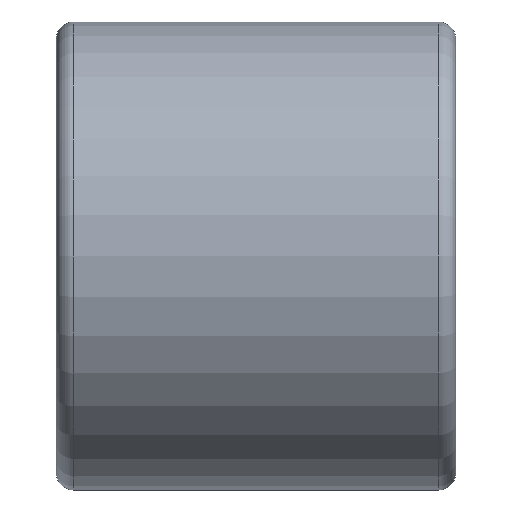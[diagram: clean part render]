
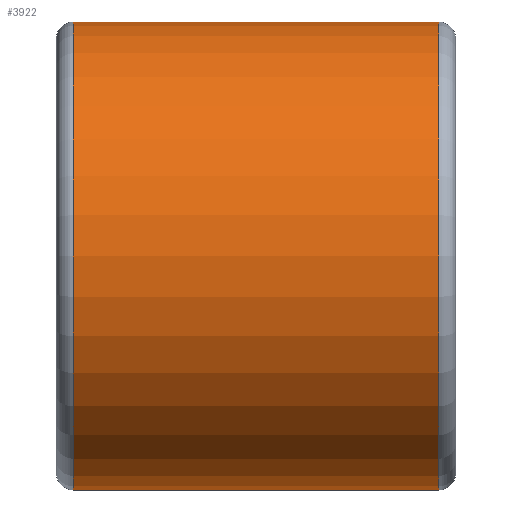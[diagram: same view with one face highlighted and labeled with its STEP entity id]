
A CAD part, front view. The second image highlights one B-rep face of the part: STEP entity #3922.
In plain terms, the highlighted cylindrical face has radius 41 mm (diameter 82 mm), a partial arc.
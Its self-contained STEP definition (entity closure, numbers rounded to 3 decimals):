
#16 = CARTESIAN_POINT ( 'NONE',  ( 67., 0., -41. ) ) ;
#27 = DIRECTION ( 'NONE',  ( -1., 0., 0. ) ) ;
#342 = AXIS2_PLACEMENT_3D ( 'NONE', #3140, #27, #3673 ) ;
#506 = VECTOR ( 'NONE', #3263, 1000. ) ;
#822 = VERTEX_POINT ( 'NONE', #6733 ) ;
#996 = ORIENTED_EDGE ( 'NONE', *, *, #4050, .T. ) ;
#1058 = LINE ( 'NONE', #1964, #3873 ) ;
#1704 = CIRCLE ( 'NONE', #2304, 41. ) ;
#1741 = DIRECTION ( 'NONE',  ( 0., 0., 1. ) ) ;
#1964 = CARTESIAN_POINT ( 'NONE',  ( 0., 0., 41. ) ) ;
#2304 = AXIS2_PLACEMENT_3D ( 'NONE', #2956, #6667, #3473 ) ;
#2431 = EDGE_CURVE ( 'NONE', #3809, #4818, #1704, .T. ) ;
#2496 = CIRCLE ( 'NONE', #342, 41. ) ;
#2791 = DIRECTION ( 'NONE',  ( -1., 0., 0. ) ) ;
#2956 = CARTESIAN_POINT ( 'NONE',  ( 3., 0., 0. ) ) ;
#3053 = CARTESIAN_POINT ( 'NONE',  ( 3., 0., -41. ) ) ;
#3140 = CARTESIAN_POINT ( 'NONE',  ( 67., 0., 0. ) ) ;
#3237 = CARTESIAN_POINT ( 'NONE',  ( 0., 0., -41. ) ) ;
#3263 = DIRECTION ( 'NONE',  ( -1., 0., 0. ) ) ;
#3473 = DIRECTION ( 'NONE',  ( 0., 0., -1. ) ) ;
#3673 = DIRECTION ( 'NONE',  ( 0., 0., 1. ) ) ;
#3711 = AXIS2_PLACEMENT_3D ( 'NONE', #4916, #2791, #1741 ) ;
#3809 = VERTEX_POINT ( 'NONE', #4218 ) ;
#3813 = VERTEX_POINT ( 'NONE', #16 ) ;
#3873 = VECTOR ( 'NONE', #5690, 1000. ) ;
#3922 = ADVANCED_FACE ( 'NONE', ( #4648 ), #4150, .T. ) ;
#4050 = EDGE_CURVE ( 'NONE', #822, #3809, #1058, .T. ) ;
#4150 = CYLINDRICAL_SURFACE ( 'NONE', #3711, 41. ) ;
#4190 = EDGE_CURVE ( 'NONE', #3813, #4818, #4726, .T. ) ;
#4218 = CARTESIAN_POINT ( 'NONE',  ( 3., 0., 41. ) ) ;
#4648 = FACE_OUTER_BOUND ( 'NONE', #6751, .T. ) ;
#4726 = LINE ( 'NONE', #3237, #506 ) ;
#4818 = VERTEX_POINT ( 'NONE', #3053 ) ;
#4916 = CARTESIAN_POINT ( 'NONE',  ( 0., 0., 0. ) ) ;
#5040 = EDGE_CURVE ( 'NONE', #3813, #822, #2496, .T. ) ;
#5500 = ORIENTED_EDGE ( 'NONE', *, *, #5040, .T. ) ;
#5526 = ORIENTED_EDGE ( 'NONE', *, *, #4190, .F. ) ;
#5690 = DIRECTION ( 'NONE',  ( -1., 0., 0. ) ) ;
#5866 = ORIENTED_EDGE ( 'NONE', *, *, #2431, .T. ) ;
#6667 = DIRECTION ( 'NONE',  ( 1., 0., 0. ) ) ;
#6733 = CARTESIAN_POINT ( 'NONE',  ( 67., 0., 41. ) ) ;
#6751 = EDGE_LOOP ( 'NONE', ( #5526, #5500, #996, #5866 ) ) ;
